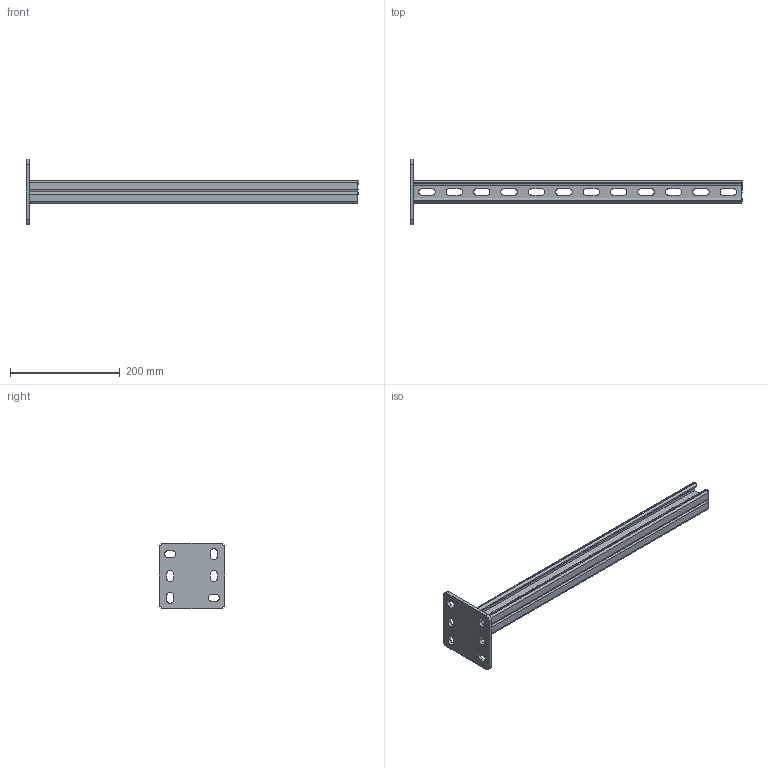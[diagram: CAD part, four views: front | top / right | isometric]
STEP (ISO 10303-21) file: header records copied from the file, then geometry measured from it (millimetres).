
FILE_DESCRIPTION (( 'STEP AP203' ), '1' );
FILE_NAME ('Êðîíøòåéí ïîòîëî÷íûé äâîéíîé_h21-600.step', '2022-01-27T07:49:17', ( '' ), ( '' ), 'SwSTEP 2.0', 'SolidWorks 2017', '' );
FILE_SCHEMA (( 'CONFIG_CONTROL_DESIGN' ));
Length unit declared in the file: millimetre
Products named in the file (3): Êðîíøòåéí ïîòîëî÷íûé äâîéíîé_h21-600; STRUT-镳铘桦黖h21-600; Ïÿòêà ïîòîëî÷êàÿ
Assembly tree (3 placements, depth 2):
  Êðîíøòåéí ïîòîëî÷íûé äâîéíîé_h21-600
    Ïÿòêà ïîòîëî÷êàÿ
    STRUT-镳铘桦黖h21-600  x2
Bounding box: 606 x 120 x 120 mm (x, y, z)
Volume: 337322.2 mm3; surface area: 255827.9 mm2
Topology: 3 solids, 3 shells, 2098 faces, 6274 edges, 4182 vertices
Faces by surface type: plane 2020, cylinder 78
Entity records: 35619 total; most frequent: CARTESIAN_POINT 6386, ORIENTED_EDGE 6376, DIRECTION 5430, EDGE_CURVE 3188, LINE 3092, VECTOR 3092, VERTEX_POINT 2125, AXIS2_PLACEMENT_3D 1169
